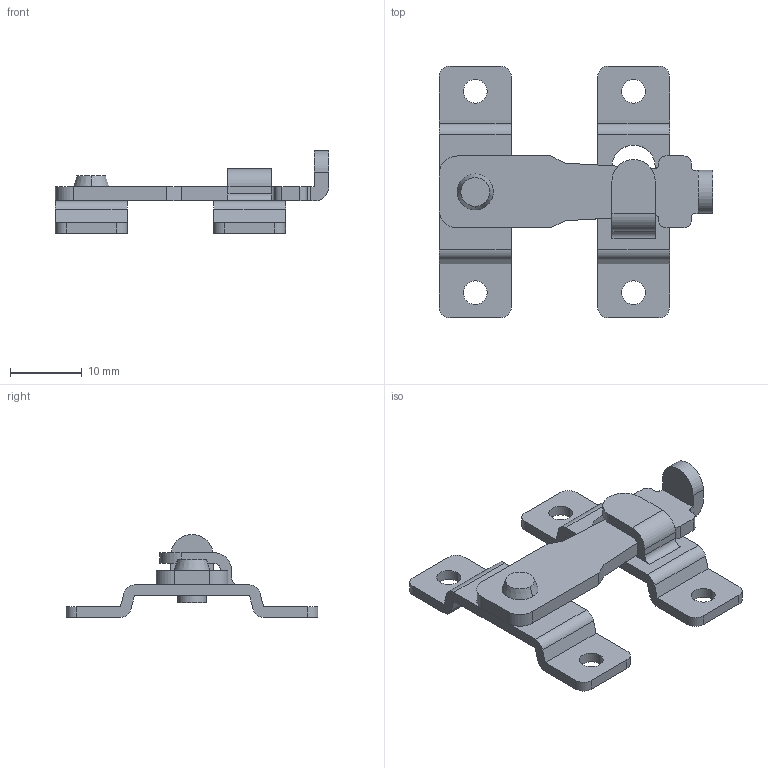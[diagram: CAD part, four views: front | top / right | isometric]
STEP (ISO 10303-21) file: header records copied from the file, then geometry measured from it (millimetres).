
FILE_DESCRIPTION (( 'STEP AP203' ), '1' );
FILE_NAME ('C-1249-6.STEP', '2012-03-08T02:10:37', ( '' ), ( '' ), 'SwSTEP 2.0', 'SolidWorks 2011', '' );
FILE_SCHEMA (( 'CONFIG_CONTROL_DESIGN' ));
Length unit declared in the file: millimetre
Products named in the file (5): C-1249-6受け_; C-1249-6本体_; C-1249-6; C-1249-6シャフト_; C-1249-6フック_
Assembly tree (4 placements, depth 2):
  C-1249-6
    C-1249-6受け_
    C-1249-6シャフト_
    C-1249-6フック_
    C-1249-6本体_
Bounding box: 38 x 35 x 11.5 mm (x, y, z)
Volume: 1855.5 mm3; surface area: 2941.9 mm2
Topology: 4 solids, 4 shells, 112 faces, 304 edges, 202 vertices
Faces by surface type: plane 59, cylinder 51, cone 2
Entity records: 4111 total; most frequent: DIRECTION 650, CARTESIAN_POINT 625, ORIENTED_EDGE 608, EDGE_CURVE 304, AXIS2_PLACEMENT_3D 227, VERTEX_POINT 202, VECTOR 196, LINE 196
